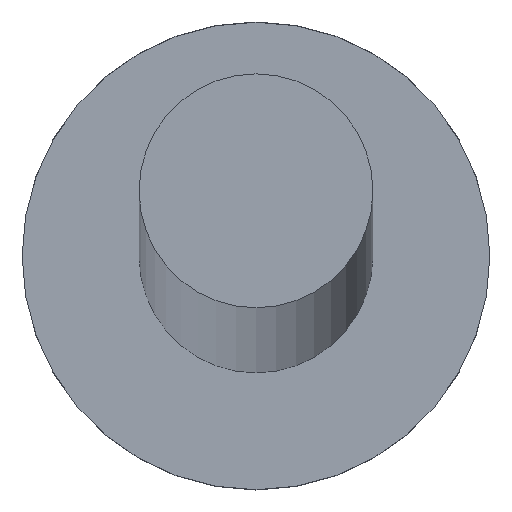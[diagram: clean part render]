
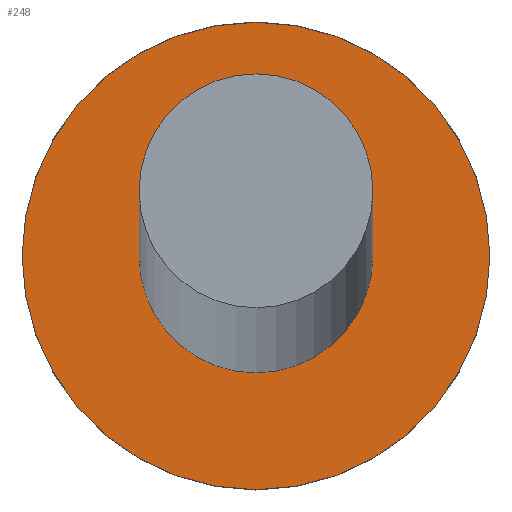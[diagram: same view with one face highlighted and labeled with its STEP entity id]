
A CAD part, top view. The second image highlights one B-rep face of the part: STEP entity #248.
In plain terms, the highlighted planar face has unit normal (0, 0, 1).
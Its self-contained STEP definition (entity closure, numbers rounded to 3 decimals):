
#2 = AXIS2_PLACEMENT_3D ( 'NONE', #191, #85, #42 ) ;
#6 = DIRECTION ( 'NONE',  ( 0., 0., 1. ) ) ;
#28 = CARTESIAN_POINT ( 'NONE',  ( 0., 0., 3. ) ) ;
#31 = AXIS2_PLACEMENT_3D ( 'NONE', #179, #68, #232 ) ;
#33 = VERTEX_POINT ( 'NONE', #249 ) ;
#37 = EDGE_LOOP ( 'NONE', ( #46, #155 ) ) ;
#42 = DIRECTION ( 'NONE',  ( 1., 0., 0. ) ) ;
#45 = FACE_OUTER_BOUND ( 'NONE', #37, .T. ) ;
#46 = ORIENTED_EDGE ( 'NONE', *, *, #147, .T. ) ;
#57 = EDGE_LOOP ( 'NONE', ( #144, #254 ) ) ;
#68 = DIRECTION ( 'NONE',  ( 0., 0., 1. ) ) ;
#80 = AXIS2_PLACEMENT_3D ( 'NONE', #109, #6, #225 ) ;
#85 = DIRECTION ( 'NONE',  ( 0., 0., 1. ) ) ;
#99 = VERTEX_POINT ( 'NONE', #131 ) ;
#109 = CARTESIAN_POINT ( 'NONE',  ( 0., 0., 3. ) ) ;
#131 = CARTESIAN_POINT ( 'NONE',  ( -2.5, 0., 3. ) ) ;
#136 = EDGE_CURVE ( 'NONE', #154, #33, #207, .T. ) ;
#144 = ORIENTED_EDGE ( 'NONE', *, *, #170, .F. ) ;
#147 = EDGE_CURVE ( 'NONE', #33, #154, #187, .T. ) ;
#148 = CARTESIAN_POINT ( 'NONE',  ( 0., 0., 3. ) ) ;
#151 = CIRCLE ( 'NONE', #31, 2.5 ) ;
#153 = PLANE ( 'NONE',  #241 ) ;
#154 = VERTEX_POINT ( 'NONE', #246 ) ;
#155 = ORIENTED_EDGE ( 'NONE', *, *, #136, .T. ) ;
#168 = AXIS2_PLACEMENT_3D ( 'NONE', #28, #172, #190 ) ;
#170 = EDGE_CURVE ( 'NONE', #99, #239, #231, .T. ) ;
#172 = DIRECTION ( 'NONE',  ( 0., 0., 1. ) ) ;
#179 = CARTESIAN_POINT ( 'NONE',  ( 0., 0., 3. ) ) ;
#185 = EDGE_CURVE ( 'NONE', #239, #99, #151, .T. ) ;
#187 = CIRCLE ( 'NONE', #80, 5. ) ;
#190 = DIRECTION ( 'NONE',  ( 1., 0., 0. ) ) ;
#191 = CARTESIAN_POINT ( 'NONE',  ( 0., 0., 3. ) ) ;
#206 = DIRECTION ( 'NONE',  ( 1., 0., 0. ) ) ;
#207 = CIRCLE ( 'NONE', #168, 5. ) ;
#224 = DIRECTION ( 'NONE',  ( 0., 0., 1. ) ) ;
#225 = DIRECTION ( 'NONE',  ( 1., 0., 0. ) ) ;
#226 = CARTESIAN_POINT ( 'NONE',  ( 2.5, 0., 3. ) ) ;
#229 = FACE_BOUND ( 'NONE', #57, .T. ) ;
#231 = CIRCLE ( 'NONE', #2, 2.5 ) ;
#232 = DIRECTION ( 'NONE',  ( 1., 0., 0. ) ) ;
#239 = VERTEX_POINT ( 'NONE', #226 ) ;
#241 = AXIS2_PLACEMENT_3D ( 'NONE', #148, #224, #206 ) ;
#246 = CARTESIAN_POINT ( 'NONE',  ( 5., 0., 3. ) ) ;
#248 = ADVANCED_FACE ( 'NONE', ( #229, #45 ), #153, .T. ) ;
#249 = CARTESIAN_POINT ( 'NONE',  ( -5., 0., 3. ) ) ;
#254 = ORIENTED_EDGE ( 'NONE', *, *, #185, .F. ) ;
